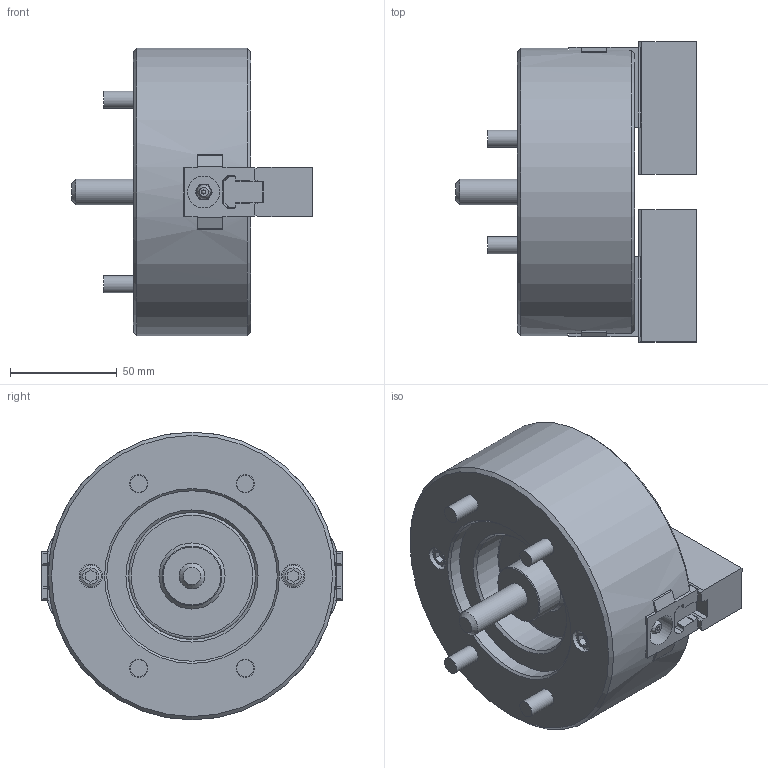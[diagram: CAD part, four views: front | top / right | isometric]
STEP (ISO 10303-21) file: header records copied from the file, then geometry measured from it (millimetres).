
FILE_DESCRIPTION(/* description */ ('Unknown'),/* implementation_level */ '2;1');
FILE_NAME(/* name */ 'NT05-Solid',/* time_stamp */ '2019-08-15T14:57:47+01:00',/* author */ ('Unknown'),/* organization */ ('Unknown'),/* preprocessor_version */ 'ST-DEVELOPER v16.7',/* originating_system */ 'DEX',/* authorisation */ $);
FILE_SCHEMA (('AUTOMOTIVE_DESIGN {1 0 10303 214 3 1 1}'));
Length unit declared in the file: millimetre
Bounding box: 113 x 140.8 x 135 mm (x, y, z)
Volume: 781611.5 mm3; surface area: 113016.9 mm2
Topology: 1 solids, 6 shells, 583 faces, 1462 edges, 929 vertices
Faces by surface type: plane 414, cylinder 121, cone 33, torus 11, sphere 4
Full cylindrical faces by diameter (mm): 1.9 x2, 6 x2, 6.8 x4, 8 x12, 8.5 x8, 10 x2, 11 x2, 12 x1, 13 x8, 13.5 x4, 14 x4, 15 x2, 17.5 x1, 18 x1, 28 x1, 59.6 x1, 80 x1, 135 x1
Entity records: 16688 total; most frequent: CARTESIAN_POINT 3072, DIRECTION 2788, ORIENTED_EDGE 2690, EDGE_CURVE 1345, LINE 946, VECTOR 946, AXIS2_PLACEMENT_3D 921, VERTEX_POINT 895
